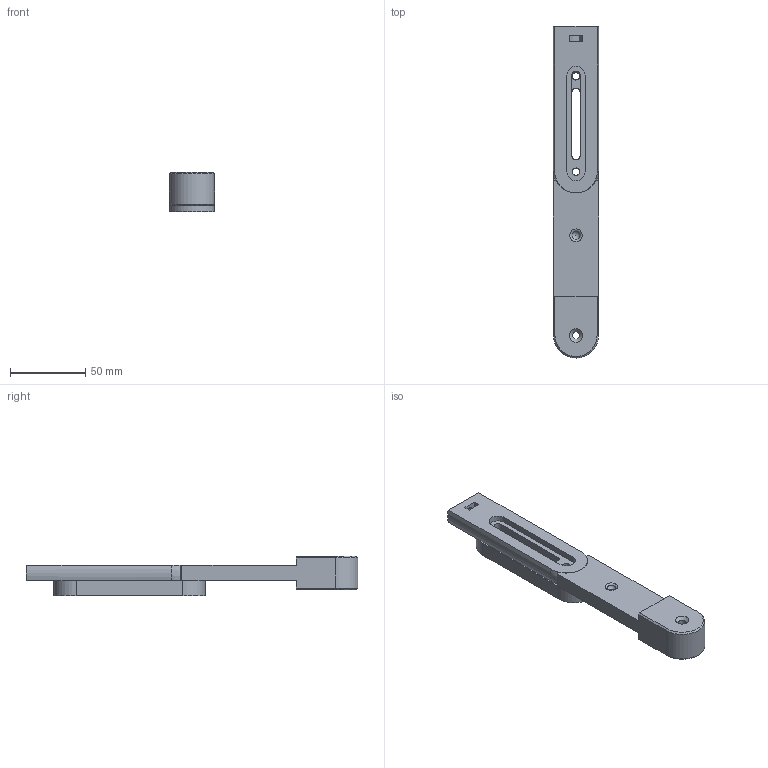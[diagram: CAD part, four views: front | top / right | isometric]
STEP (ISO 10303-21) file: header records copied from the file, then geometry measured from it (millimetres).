
FILE_DESCRIPTION(/* description */ (''),/* implementation_level */ '2;1');
FILE_NAME(/* name */ 'handle adj .step',/* time_stamp */ '2022-11-26T13:06:36+01:00',/* author */ (''),/* organization */ (''),/* preprocessor_version */ 'ST-DEVELOPER v19.2',/* originating_system */ 'Autodesk Translation Framework v11.17.0.187',/* authorisation */ '');
FILE_SCHEMA (('AUTOMOTIVE_DESIGN { 1 0 10303 214 3 1 1 }'));
Length unit declared in the file: millimetre
Products named in the file (3): handle adj; Handle; Shaft
Assembly tree (2 placements, depth 3):
  handle adj
    Handle
      Shaft
Bounding box: 30 x 221 x 26 mm (x, y, z)
Volume: 94404.6 mm3; surface area: 29541.2 mm2
Topology: 2 solids, 2 shells, 69 faces, 179 edges, 117 vertices
Faces by surface type: plane 36, cylinder 23, sphere 4, cone 4, torus 2
Full cylindrical faces by diameter (mm): 5 x4
Entity records: 2276 total; most frequent: CARTESIAN_POINT 448, DIRECTION 382, ORIENTED_EDGE 354, EDGE_CURVE 177, AXIS2_PLACEMENT_3D 137, VERTEX_POINT 117, LINE 108, VECTOR 108
